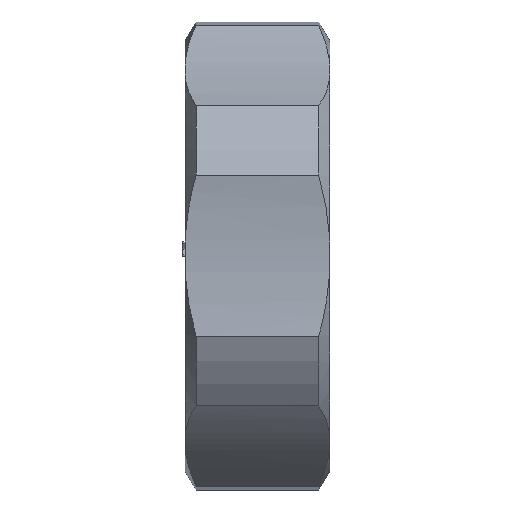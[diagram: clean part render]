
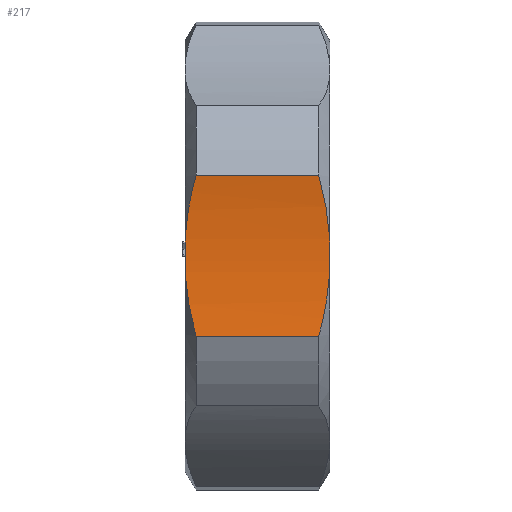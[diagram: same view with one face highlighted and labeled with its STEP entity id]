
A CAD part, top view. The second image highlights one B-rep face of the part: STEP entity #217.
In plain terms, the highlighted cylindrical face has radius 41.5 mm (diameter 83 mm), a partial arc.
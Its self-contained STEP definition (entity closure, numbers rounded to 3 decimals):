
#75=CYLINDRICAL_SURFACE('',#1011,41.5);
#101=FACE_OUTER_BOUND('',#369,.T.);
#131=LINE('',#1439,#161);
#132=LINE('',#1462,#162);
#161=VECTOR('',#1118,1.);
#162=VECTOR('',#1127,1.);
#217=ADVANCED_FACE('',(#101),#75,.F.);
#281=B_SPLINE_CURVE_WITH_KNOTS('',3,(#1445,#1446,#1447,#1448),
 .UNSPECIFIED.,.F.,.F.,(4,4),(0.,1.),.UNSPECIFIED.);
#283=B_SPLINE_CURVE_WITH_KNOTS('',3,(#1454,#1455,#1456,#1457),
 .UNSPECIFIED.,.F.,.F.,(4,4),(0.,1.),.UNSPECIFIED.);
#284=B_SPLINE_CURVE_WITH_KNOTS('',3,(#1468,#1469,#1470,#1471),
 .UNSPECIFIED.,.F.,.F.,(4,4),(0.,1.),.UNSPECIFIED.);
#286=B_SPLINE_CURVE_WITH_KNOTS('',3,(#1477,#1478,#1479,#1480),
 .UNSPECIFIED.,.F.,.F.,(4,4),(0.,1.),.UNSPECIFIED.);
#369=EDGE_LOOP('',(#537,#538,#539,#540,#541,#542,#543,#544));
#537=ORIENTED_EDGE('',*,*,#827,.F.);
#538=ORIENTED_EDGE('',*,*,#831,.F.);
#539=ORIENTED_EDGE('',*,*,#821,.T.);
#540=ORIENTED_EDGE('',*,*,#838,.F.);
#541=ORIENTED_EDGE('',*,*,#833,.F.);
#542=ORIENTED_EDGE('',*,*,#836,.F.);
#543=ORIENTED_EDGE('',*,*,#772,.F.);
#544=ORIENTED_EDGE('',*,*,#829,.F.);
#679=VERTEX_POINT('',#1247);
#680=VERTEX_POINT('',#1249);
#720=VERTEX_POINT('',#1425);
#721=VERTEX_POINT('',#1427);
#723=VERTEX_POINT('',#1433);
#726=VERTEX_POINT('',#1438);
#728=VERTEX_POINT('',#1461);
#729=VERTEX_POINT('',#1463);
#772=EDGE_CURVE('',#679,#680,#910,.T.);
#821=EDGE_CURVE('',#721,#720,#932,.T.);
#827=EDGE_CURVE('',#726,#723,#131,.T.);
#829=EDGE_CURVE('',#723,#679,#281,.T.);
#831=EDGE_CURVE('',#721,#726,#283,.T.);
#833=EDGE_CURVE('',#728,#729,#132,.T.);
#836=EDGE_CURVE('',#680,#728,#284,.T.);
#838=EDGE_CURVE('',#729,#720,#286,.T.);
#910=CIRCLE('',#953,41.5);
#932=CIRCLE('',#982,41.5);
#953=AXIS2_PLACEMENT_3D('',#1248,#1043,#1044);
#982=AXIS2_PLACEMENT_3D('',#1426,#1105,#1106);
#1011=AXIS2_PLACEMENT_3D('',#1546,#1171,#1172);
#1043=DIRECTION('',(1.,0.,0.));
#1044=DIRECTION('',(0.,0.,1.));
#1105=DIRECTION('',(1.,0.,0.));
#1106=DIRECTION('',(0.,0.,1.));
#1118=DIRECTION('',(-1.,0.,0.));
#1127=DIRECTION('',(1.,0.,0.));
#1171=DIRECTION('',(-1.,0.,0.));
#1172=DIRECTION('',(0.,0.,-1.));
#1247=CARTESIAN_POINT('',(0.,-1.208,15.568));
#1248=CARTESIAN_POINT('',(0.,0.,57.05));
#1249=CARTESIAN_POINT('',(0.,1.208,15.568));
#1425=CARTESIAN_POINT('',(10.5,1.208,15.568));
#1426=CARTESIAN_POINT('',(10.5,0.,57.05));
#1427=CARTESIAN_POINT('',(10.5,-1.208,15.568));
#1433=CARTESIAN_POINT('',(0.8,-5.845,15.964));
#1438=CARTESIAN_POINT('',(9.7,-5.845,15.964));
#1439=CARTESIAN_POINT('',(5.25,-5.845,15.964));
#1445=CARTESIAN_POINT('',(0.8,-5.845,15.964));
#1446=CARTESIAN_POINT('',(0.383,-4.332,15.748));
#1447=CARTESIAN_POINT('',(0.097,-2.79,15.614));
#1448=CARTESIAN_POINT('',(0.,-1.208,15.568));
#1454=CARTESIAN_POINT('',(10.5,-1.208,15.568));
#1455=CARTESIAN_POINT('',(10.403,-2.79,15.614));
#1456=CARTESIAN_POINT('',(10.117,-4.332,15.748));
#1457=CARTESIAN_POINT('',(9.7,-5.845,15.964));
#1461=CARTESIAN_POINT('',(0.8,5.845,15.964));
#1462=CARTESIAN_POINT('',(5.25,5.845,15.964));
#1463=CARTESIAN_POINT('',(9.7,5.845,15.964));
#1468=CARTESIAN_POINT('',(0.,1.208,15.568));
#1469=CARTESIAN_POINT('',(0.097,2.79,15.614));
#1470=CARTESIAN_POINT('',(0.383,4.332,15.748));
#1471=CARTESIAN_POINT('',(0.8,5.845,15.964));
#1477=CARTESIAN_POINT('',(9.7,5.845,15.964));
#1478=CARTESIAN_POINT('',(10.117,4.332,15.748));
#1479=CARTESIAN_POINT('',(10.403,2.79,15.614));
#1480=CARTESIAN_POINT('',(10.5,1.208,15.568));
#1546=CARTESIAN_POINT('',(10.5,0.,57.05));
